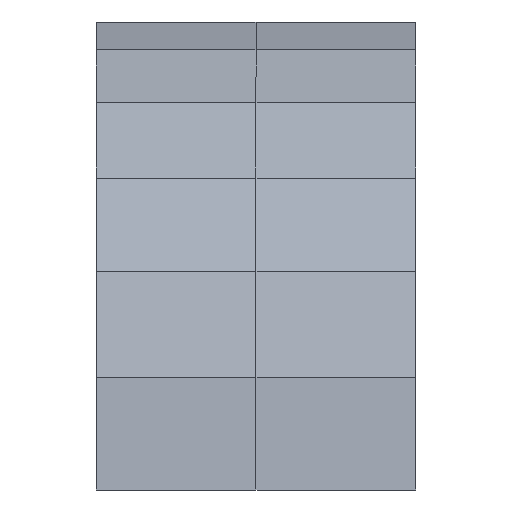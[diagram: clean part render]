
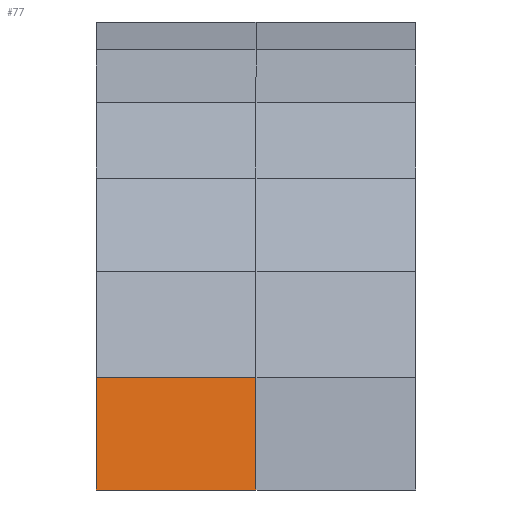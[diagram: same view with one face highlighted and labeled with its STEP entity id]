
A CAD part, left-side view. The second image highlights one B-rep face of the part: STEP entity #77.
In plain terms, the highlighted planar face has unit normal (-0.993, 0, 0.116).
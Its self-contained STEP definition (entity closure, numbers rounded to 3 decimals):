
#77=ADVANCED_FACE('',(#237),#2077,.T.);
#237=FACE_OUTER_BOUND('',#397,.T.);
#397=EDGE_LOOP('',(#566,#567,#568,#569));
#566=ORIENTED_EDGE('',*,*,#1197,.F.);
#567=ORIENTED_EDGE('',*,*,#1205,.F.);
#568=ORIENTED_EDGE('',*,*,#1204,.T.);
#569=ORIENTED_EDGE('',*,*,#1200,.T.);
#1197=EDGE_CURVE('',#1853,#1851,#1525,.T.);
#1200=EDGE_CURVE('',#1855,#1851,#1528,.T.);
#1204=EDGE_CURVE('',#1857,#1855,#1532,.T.);
#1205=EDGE_CURVE('',#1857,#1853,#1533,.T.);
#1525=B_SPLINE_CURVE_WITH_KNOTS('',1,(#2671,#2672),.UNSPECIFIED.,.F.,.F.,
(2,2),(-1.,0.),.UNSPECIFIED.);
#1528=B_SPLINE_CURVE_WITH_KNOTS('',1,(#2677,#2678),.UNSPECIFIED.,.F.,.F.,
(2,2),(-0.709,0.),.UNSPECIFIED.);
#1532=B_SPLINE_CURVE_WITH_KNOTS('',1,(#2685,#2686),.UNSPECIFIED.,.F.,.F.,
(2,2),(-1.,0.),.UNSPECIFIED.);
#1533=B_SPLINE_CURVE_WITH_KNOTS('',1,(#2687,#2688),.UNSPECIFIED.,.F.,.F.,
(2,2),(-0.709,0.),.UNSPECIFIED.);
#1851=VERTEX_POINT('',#2658);
#1853=VERTEX_POINT('',#2660);
#1855=VERTEX_POINT('',#2662);
#1857=VERTEX_POINT('',#2664);
#2077=PLANE('',#2325);
#2325=AXIS2_PLACEMENT_3D('',#2654,#2489,$);
#2489=DIRECTION('',(-0.993,0.,0.116));
#2654=CARTESIAN_POINT('',(7.09,1.,0.698));
#2658=CARTESIAN_POINT('',(7.09,1.,0.698));
#2660=CARTESIAN_POINT('',(7.09,2.,0.698));
#2662=CARTESIAN_POINT('',(7.008,1.,-0.006));
#2664=CARTESIAN_POINT('',(7.008,2.,-0.006));
#2671=CARTESIAN_POINT('',(7.09,2.,0.698));
#2672=CARTESIAN_POINT('',(7.09,1.,0.698));
#2677=CARTESIAN_POINT('',(7.008,1.,-0.006));
#2678=CARTESIAN_POINT('',(7.09,1.,0.698));
#2685=CARTESIAN_POINT('',(7.008,2.,-0.006));
#2686=CARTESIAN_POINT('',(7.008,1.,-0.006));
#2687=CARTESIAN_POINT('',(7.008,2.,-0.006));
#2688=CARTESIAN_POINT('',(7.09,2.,0.698));
